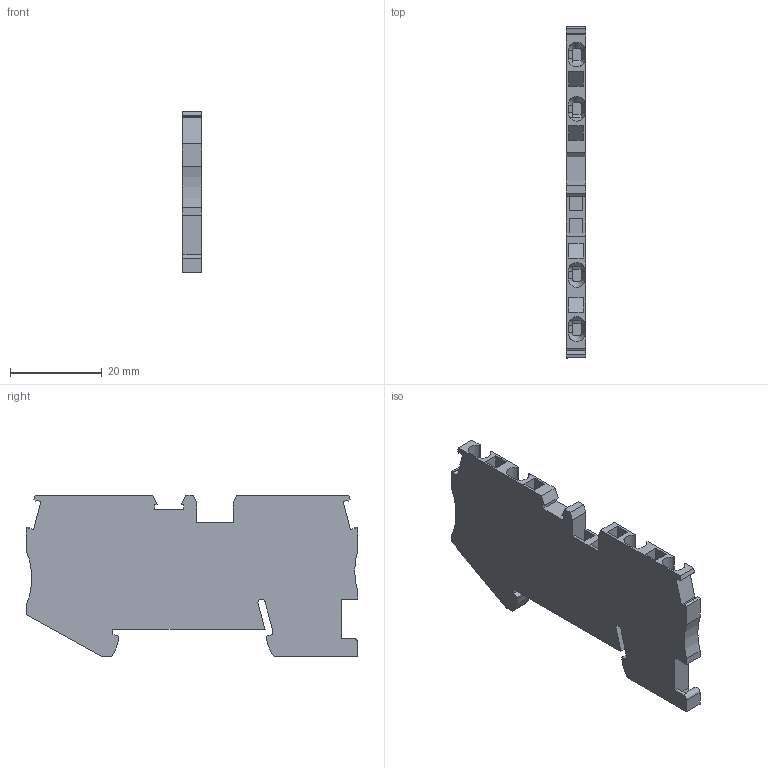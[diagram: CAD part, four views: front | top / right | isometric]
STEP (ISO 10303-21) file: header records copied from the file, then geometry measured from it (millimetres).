
FILE_DESCRIPTION(('Creo Elements/Direct Modeling STEP Export'),'2;1');
FILE_NAME('model.stp','2020-09-21T14:35:57',(''),(''),'Creo Elements/Direct Modeling STEP processor for AP214 (Solid Model)','Creo Elements/Direct Modeling 20.1A 29-Sep-2018 (C) Parametric Technology GmbH','');
FILE_SCHEMA(('AUTOMOTIVE_DESIGN { 1 0 10303 214 1 1 1 1 }'));
Length unit declared in the file: millimetre
Products named in the file (2): st_1.5quattro_bu_select
Assembly tree (1 placements, depth 2):
  st_1.5quattro_bu_select
    st_1.5quattro_bu_select
Bounding box: 4.15 x 72.2 x 35.25 mm (x, y, z)
Volume: 7527.3 mm3; surface area: 6570.7 mm2
Topology: 1 solids, 1 shells, 185 faces, 513 edges, 334 vertices
Faces by surface type: plane 140, cylinder 33, cone 12
Entity records: 9547 total; most frequent: CARTESIAN_POINT 3208, ORIENTED_EDGE 1026, DIRECTION 952, EDGE_CURVE 513, VECTOR 388, LINE 388, VERTEX_POINT 334, AXIS2_PLACEMENT_3D 282
